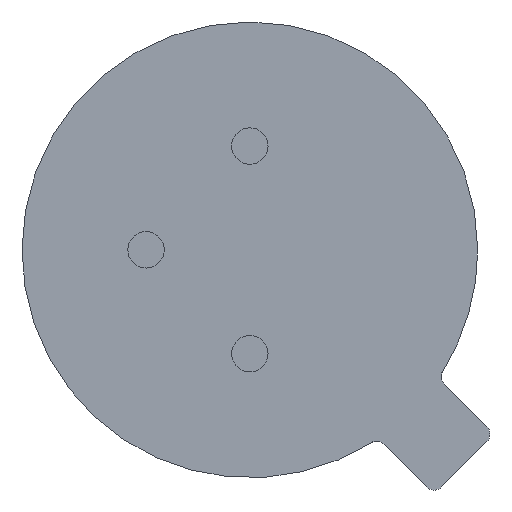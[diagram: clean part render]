
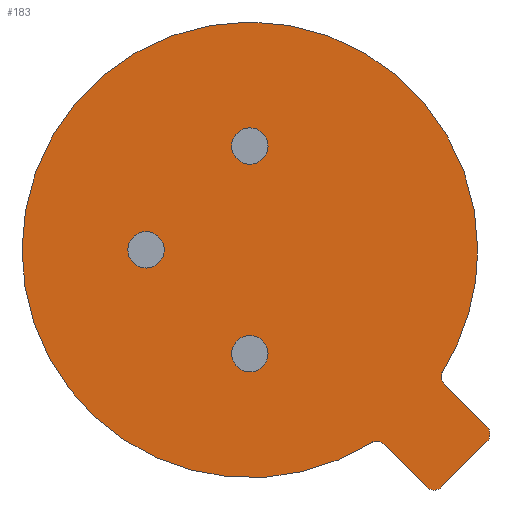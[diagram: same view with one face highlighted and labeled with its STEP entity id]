
A CAD part, front view. The second image highlights one B-rep face of the part: STEP entity #183.
In plain terms, the highlighted planar face has unit normal (0, -1, 0).
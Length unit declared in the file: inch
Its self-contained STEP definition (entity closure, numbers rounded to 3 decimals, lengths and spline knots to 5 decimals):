
#2 = EDGE_CURVE ( 'NONE', #1275, #430, #474, .T. ) ;
#7 = ORIENTED_EDGE ( 'NONE', *, *, #673, .F. ) ;
#26 = ORIENTED_EDGE ( 'NONE', *, *, #2, .F. ) ;
#30 = CARTESIAN_POINT ( 'NONE',  ( 0., 0., -0.04125 ) ) ;
#46 = DIRECTION ( 'NONE',  ( 0., -1., 0. ) ) ;
#47 = EDGE_LOOP ( 'NONE', ( #7, #817 ) ) ;
#57 = CIRCLE ( 'NONE', #101, 0.10975 ) ;
#58 = EDGE_CURVE ( 'NONE', #1275, #1016, #510, .T. ) ;
#69 = AXIS2_PLACEMENT_3D ( 'NONE', #151, #46, #656 ) ;
#83 = ORIENTED_EDGE ( 'NONE', *, *, #424, .T. ) ;
#90 = FACE_OUTER_BOUND ( 'NONE', #134, .T. ) ;
#97 = VERTEX_POINT ( 'NONE', #146 ) ;
#101 = AXIS2_PLACEMENT_3D ( 'NONE', #1119, #1126, #493 ) ;
#108 = EDGE_CURVE ( 'NONE', #113, #564, #870, .T. ) ;
#113 = VERTEX_POINT ( 'NONE', #773 ) ;
#134 = EDGE_LOOP ( 'NONE', ( #83, #616, #748, #1309, #26, #1180, #481, #820, #1014, #785 ) ) ;
#140 = EDGE_CURVE ( 'NONE', #1009, #430, #966, .T. ) ;
#146 = CARTESIAN_POINT ( 'NONE',  ( -0.05, 0., 0.00875 ) ) ;
#151 = CARTESIAN_POINT ( 'NONE',  ( 0.10975, 0., 0. ) ) ;
#153 = CARTESIAN_POINT ( 'NONE',  ( 0.06462, 0., -0.09361 ) ) ;
#154 = DIRECTION ( 'NONE',  ( 0., -1., 0. ) ) ;
#171 = AXIS2_PLACEMENT_3D ( 'NONE', #386, #787, #900 ) ;
#174 = CARTESIAN_POINT ( 'NONE',  ( 0.11774, 0., -0.08875 ) ) ;
#176 = CIRCLE ( 'NONE', #682, 0.00875 ) ;
#183 = ADVANCED_FACE ( 'NONE', ( #403, #648, #376, #90 ), #1219, .T. ) ;
#185 = CARTESIAN_POINT ( 'NONE',  ( 0., 0., 0.05 ) ) ;
#189 = VECTOR ( 'NONE', #841, 39.37008 ) ;
#209 = VECTOR ( 'NONE', #263, 39.37008 ) ;
#217 = EDGE_CURVE ( 'NONE', #657, #1340, #667, .T. ) ;
#229 = DIRECTION ( 'NONE',  ( 1., 0., 0. ) ) ;
#254 = EDGE_CURVE ( 'NONE', #1009, #502, #1338, .T. ) ;
#263 = DIRECTION ( 'NONE',  ( -0.707, 0., -0.707 ) ) ;
#280 = EDGE_CURVE ( 'NONE', #1016, #918, #57, .T. ) ;
#283 = AXIS2_PLACEMENT_3D ( 'NONE', #1232, #284, #1030 ) ;
#284 = DIRECTION ( 'NONE',  ( 0., -1., 0. ) ) ;
#316 = CARTESIAN_POINT ( 'NONE',  ( 0.09073, 0., -0.06174 ) ) ;
#339 = CIRCLE ( 'NONE', #283, 0.00875 ) ;
#357 = DIRECTION ( 'NONE',  ( 0., 1., 0. ) ) ;
#376 = FACE_BOUND ( 'NONE', #47, .T. ) ;
#386 = CARTESIAN_POINT ( 'NONE',  ( 0., 0., 0. ) ) ;
#392 = DIRECTION ( 'NONE',  ( 0.707, 0., -0.707 ) ) ;
#399 = CARTESIAN_POINT ( 'NONE',  ( 0.06174, 0., -0.09073 ) ) ;
#400 = CARTESIAN_POINT ( 'NONE',  ( 0.10975, 0., 0. ) ) ;
#402 = ORIENTED_EDGE ( 'NONE', *, *, #1072, .F. ) ;
#403 = FACE_BOUND ( 'NONE', #1001, .T. ) ;
#412 = AXIS2_PLACEMENT_3D ( 'NONE', #856, #639, #1077 ) ;
#422 = DIRECTION ( 'NONE',  ( 1., 0., 0. ) ) ;
#424 = EDGE_CURVE ( 'NONE', #1090, #896, #674, .T. ) ;
#428 = CARTESIAN_POINT ( 'NONE',  ( 0.09291, 0., -0.05842 ) ) ;
#429 = AXIS2_PLACEMENT_3D ( 'NONE', #640, #442, #229 ) ;
#430 = VERTEX_POINT ( 'NONE', #698 ) ;
#435 = CARTESIAN_POINT ( 'NONE',  ( 0., 0., -0.05 ) ) ;
#436 = CARTESIAN_POINT ( 'NONE',  ( 0., 0., 0. ) ) ;
#442 = DIRECTION ( 'NONE',  ( 0., -1., 0. ) ) ;
#443 = AXIS2_PLACEMENT_3D ( 'NONE', #786, #154, #889 ) ;
#468 = CARTESIAN_POINT ( 'NONE',  ( 0.11067, 0., -0.08875 ) ) ;
#470 = EDGE_CURVE ( 'NONE', #97, #891, #1360, .T. ) ;
#474 = LINE ( 'NONE', #316, #189 ) ;
#481 = ORIENTED_EDGE ( 'NONE', *, *, #280, .T. ) ;
#489 = CIRCLE ( 'NONE', #1144, 0.005 ) ;
#493 = DIRECTION ( 'NONE',  ( 1., 0., 0. ) ) ;
#502 = VERTEX_POINT ( 'NONE', #611 ) ;
#505 = DIRECTION ( 'NONE',  ( 0., -1., 0. ) ) ;
#510 = CIRCLE ( 'NONE', #531, 0.005 ) ;
#521 = EDGE_CURVE ( 'NONE', #564, #113, #1359, .T. ) ;
#531 = AXIS2_PLACEMENT_3D ( 'NONE', #1211, #357, #566 ) ;
#564 = VERTEX_POINT ( 'NONE', #1362 ) ;
#566 = DIRECTION ( 'NONE',  ( 1., 0., 0. ) ) ;
#589 = DIRECTION ( 'NONE',  ( 1., 0., 0. ) ) ;
#611 = CARTESIAN_POINT ( 'NONE',  ( 0.09228, 0., -0.1142 ) ) ;
#612 = CIRCLE ( 'NONE', #412, 0.005 ) ;
#616 = ORIENTED_EDGE ( 'NONE', *, *, #1332, .T. ) ;
#639 = DIRECTION ( 'NONE',  ( 0., -1., 0. ) ) ;
#640 = CARTESIAN_POINT ( 'NONE',  ( 0., 0., -0.05 ) ) ;
#648 = FACE_BOUND ( 'NONE', #1240, .T. ) ;
#656 = DIRECTION ( 'NONE',  ( 1., 0., 0. ) ) ;
#657 = VERTEX_POINT ( 'NONE', #1179 ) ;
#667 = CIRCLE ( 'NONE', #171, 0.10975 ) ;
#671 = DIRECTION ( 'NONE',  ( 1., 0., 0. ) ) ;
#673 = EDGE_CURVE ( 'NONE', #806, #1145, #176, .T. ) ;
#674 = LINE ( 'NONE', #399, #1128 ) ;
#675 = ORIENTED_EDGE ( 'NONE', *, *, #521, .F. ) ;
#682 = AXIS2_PLACEMENT_3D ( 'NONE', #435, #733, #1271 ) ;
#687 = ORIENTED_EDGE ( 'NONE', *, *, #470, .F. ) ;
#698 = CARTESIAN_POINT ( 'NONE',  ( 0.1142, 0., -0.08521 ) ) ;
#733 = DIRECTION ( 'NONE',  ( 0., -1., 0. ) ) ;
#734 = CARTESIAN_POINT ( 'NONE',  ( 0.08521, 0., -0.1142 ) ) ;
#740 = CARTESIAN_POINT ( 'NONE',  ( 0.09361, 0., -0.06462 ) ) ;
#748 = ORIENTED_EDGE ( 'NONE', *, *, #254, .F. ) ;
#750 = DIRECTION ( 'NONE',  ( 1., 0., 0. ) ) ;
#773 = CARTESIAN_POINT ( 'NONE',  ( 0., 0., 0.04125 ) ) ;
#785 = ORIENTED_EDGE ( 'NONE', *, *, #989, .T. ) ;
#786 = CARTESIAN_POINT ( 'NONE',  ( 0., 0., 0.05 ) ) ;
#787 = DIRECTION ( 'NONE',  ( 0., -1., 0. ) ) ;
#788 = CARTESIAN_POINT ( 'NONE',  ( 0., 0., -0.05875 ) ) ;
#806 = VERTEX_POINT ( 'NONE', #30 ) ;
#817 = ORIENTED_EDGE ( 'NONE', *, *, #840, .F. ) ;
#820 = ORIENTED_EDGE ( 'NONE', *, *, #922, .T. ) ;
#840 = EDGE_CURVE ( 'NONE', #1145, #806, #1349, .T. ) ;
#841 = DIRECTION ( 'NONE',  ( 0.707, 0., -0.707 ) ) ;
#852 = DIRECTION ( 'NONE',  ( 0., 1., 0. ) ) ;
#856 = CARTESIAN_POINT ( 'NONE',  ( 0.08875, 0., -0.11067 ) ) ;
#870 = CIRCLE ( 'NONE', #443, 0.00875 ) ;
#889 = DIRECTION ( 'NONE',  ( 1., 0., 0. ) ) ;
#891 = VERTEX_POINT ( 'NONE', #1262 ) ;
#896 = VERTEX_POINT ( 'NONE', #734 ) ;
#900 = DIRECTION ( 'NONE',  ( 1., 0., 0. ) ) ;
#918 = VERTEX_POINT ( 'NONE', #400 ) ;
#922 = EDGE_CURVE ( 'NONE', #918, #657, #1120, .T. ) ;
#966 = CIRCLE ( 'NONE', #1266, 0.005 ) ;
#989 = EDGE_CURVE ( 'NONE', #1340, #1090, #489, .T. ) ;
#1001 = EDGE_LOOP ( 'NONE', ( #675, #1304 ) ) ;
#1009 = VERTEX_POINT ( 'NONE', #1279 ) ;
#1014 = ORIENTED_EDGE ( 'NONE', *, *, #217, .T. ) ;
#1016 = VERTEX_POINT ( 'NONE', #428 ) ;
#1030 = DIRECTION ( 'NONE',  ( 1., 0., 0. ) ) ;
#1037 = DIRECTION ( 'NONE',  ( 1., 0., 0. ) ) ;
#1072 = EDGE_CURVE ( 'NONE', #891, #97, #339, .T. ) ;
#1076 = CARTESIAN_POINT ( 'NONE',  ( -0.05, 0., 0. ) ) ;
#1077 = DIRECTION ( 'NONE',  ( 1., 0., 0. ) ) ;
#1090 = VERTEX_POINT ( 'NONE', #153 ) ;
#1119 = CARTESIAN_POINT ( 'NONE',  ( 0., 0., 0. ) ) ;
#1120 = CIRCLE ( 'NONE', #1310, 0.10975 ) ;
#1126 = DIRECTION ( 'NONE',  ( 0., -1., 0. ) ) ;
#1128 = VECTOR ( 'NONE', #392, 39.37008 ) ;
#1144 = AXIS2_PLACEMENT_3D ( 'NONE', #1175, #852, #422 ) ;
#1145 = VERTEX_POINT ( 'NONE', #788 ) ;
#1170 = DIRECTION ( 'NONE',  ( 0., -1., 0. ) ) ;
#1175 = CARTESIAN_POINT ( 'NONE',  ( 0.06108, 0., -0.09714 ) ) ;
#1179 = CARTESIAN_POINT ( 'NONE',  ( -0.10975, 0., 0. ) ) ;
#1180 = ORIENTED_EDGE ( 'NONE', *, *, #58, .T. ) ;
#1181 = AXIS2_PLACEMENT_3D ( 'NONE', #1076, #1233, #589 ) ;
#1211 = CARTESIAN_POINT ( 'NONE',  ( 0.09714, 0., -0.06108 ) ) ;
#1213 = DIRECTION ( 'NONE',  ( 0., -1., 0. ) ) ;
#1219 = PLANE ( 'NONE',  #69 ) ;
#1232 = CARTESIAN_POINT ( 'NONE',  ( -0.05, 0., 0. ) ) ;
#1233 = DIRECTION ( 'NONE',  ( 0., -1., 0. ) ) ;
#1240 = EDGE_LOOP ( 'NONE', ( #687, #402 ) ) ;
#1262 = CARTESIAN_POINT ( 'NONE',  ( -0.05, 0., -0.00875 ) ) ;
#1266 = AXIS2_PLACEMENT_3D ( 'NONE', #468, #1213, #671 ) ;
#1271 = DIRECTION ( 'NONE',  ( 1., 0., 0. ) ) ;
#1275 = VERTEX_POINT ( 'NONE', #740 ) ;
#1279 = CARTESIAN_POINT ( 'NONE',  ( 0.1142, 0., -0.09228 ) ) ;
#1282 = CARTESIAN_POINT ( 'NONE',  ( 0.05842, 0., -0.09291 ) ) ;
#1304 = ORIENTED_EDGE ( 'NONE', *, *, #108, .F. ) ;
#1309 = ORIENTED_EDGE ( 'NONE', *, *, #140, .T. ) ;
#1310 = AXIS2_PLACEMENT_3D ( 'NONE', #436, #1170, #750 ) ;
#1332 = EDGE_CURVE ( 'NONE', #896, #502, #612, .T. ) ;
#1338 = LINE ( 'NONE', #174, #209 ) ;
#1340 = VERTEX_POINT ( 'NONE', #1282 ) ;
#1349 = CIRCLE ( 'NONE', #429, 0.00875 ) ;
#1354 = AXIS2_PLACEMENT_3D ( 'NONE', #185, #505, #1037 ) ;
#1359 = CIRCLE ( 'NONE', #1354, 0.00875 ) ;
#1360 = CIRCLE ( 'NONE', #1181, 0.00875 ) ;
#1362 = CARTESIAN_POINT ( 'NONE',  ( 0., 0., 0.05875 ) ) ;
